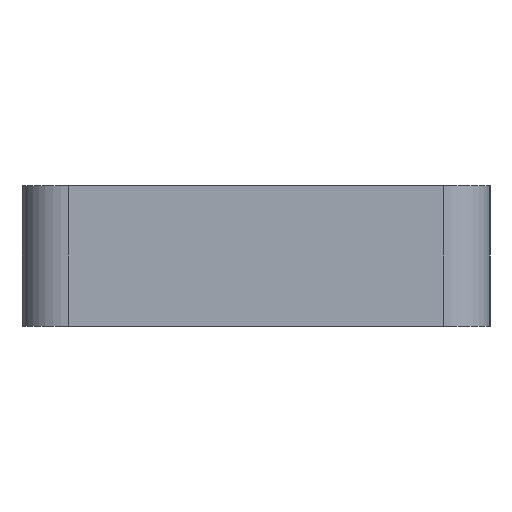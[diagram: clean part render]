
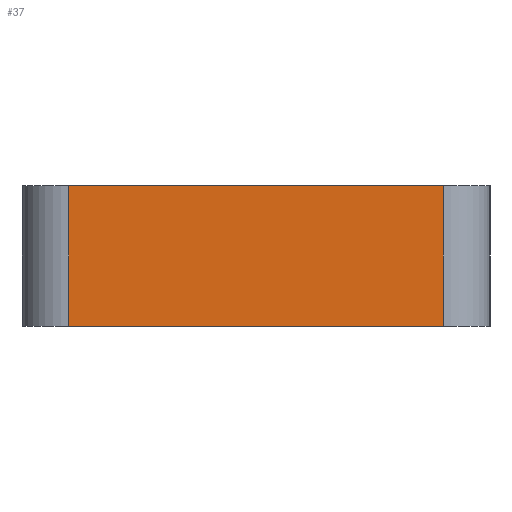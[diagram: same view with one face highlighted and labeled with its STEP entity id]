
A CAD part, left-side view. The second image highlights one B-rep face of the part: STEP entity #37.
In plain terms, the highlighted planar face has unit normal (-1, 0, 0).
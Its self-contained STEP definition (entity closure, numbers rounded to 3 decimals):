
#37 = ADVANCED_FACE ( 'NONE', ( #259 ), #117, .F. ) ;
#40 = CARTESIAN_POINT ( 'NONE',  ( -136., 0., -11. ) ) ;
#67 = CARTESIAN_POINT ( 'NONE',  ( -136., 9., -14. ) ) ;
#106 = VERTEX_POINT ( 'NONE', #67 ) ;
#117 = PLANE ( 'NONE',  #677 ) ;
#133 = DIRECTION ( 'NONE',  ( 0., 1., 0. ) ) ;
#144 = VECTOR ( 'NONE', #405, 1000. ) ;
#181 = CARTESIAN_POINT ( 'NONE',  ( -136., 1., -11. ) ) ;
#202 = ORIENTED_EDGE ( 'NONE', *, *, #233, .T. ) ;
#230 = CARTESIAN_POINT ( 'NONE',  ( -136., 0., -14. ) ) ;
#233 = EDGE_CURVE ( 'NONE', #234, #652, #419, .T. ) ;
#234 = VERTEX_POINT ( 'NONE', #498 ) ;
#259 = FACE_OUTER_BOUND ( 'NONE', #533, .T. ) ;
#395 = CARTESIAN_POINT ( 'NONE',  ( -136., 1., -14. ) ) ;
#398 = ORIENTED_EDGE ( 'NONE', *, *, #411, .F. ) ;
#405 = DIRECTION ( 'NONE',  ( 0., 0., -1. ) ) ;
#411 = EDGE_CURVE ( 'NONE', #234, #859, #776, .T. ) ;
#417 = VECTOR ( 'NONE', #856, 1000. ) ;
#419 = LINE ( 'NONE', #40, #537 ) ;
#466 = LINE ( 'NONE', #531, #417 ) ;
#498 = CARTESIAN_POINT ( 'NONE',  ( -136., 1., -11. ) ) ;
#500 = EDGE_CURVE ( 'NONE', #106, #652, #466, .T. ) ;
#531 = CARTESIAN_POINT ( 'NONE',  ( -136., 9., -11. ) ) ;
#533 = EDGE_LOOP ( 'NONE', ( #202, #563, #647, #398 ) ) ;
#537 = VECTOR ( 'NONE', #572, 1000. ) ;
#540 = CARTESIAN_POINT ( 'NONE',  ( -136., 0., -11. ) ) ;
#563 = ORIENTED_EDGE ( 'NONE', *, *, #500, .F. ) ;
#572 = DIRECTION ( 'NONE',  ( 0., 1., 0. ) ) ;
#590 = VECTOR ( 'NONE', #824, 1000. ) ;
#604 = DIRECTION ( 'NONE',  ( 1., 0., 0. ) ) ;
#647 = ORIENTED_EDGE ( 'NONE', *, *, #729, .F. ) ;
#652 = VERTEX_POINT ( 'NONE', #684 ) ;
#677 = AXIS2_PLACEMENT_3D ( 'NONE', #540, #604, #133 ) ;
#684 = CARTESIAN_POINT ( 'NONE',  ( -136., 9., -11. ) ) ;
#729 = EDGE_CURVE ( 'NONE', #859, #106, #833, .T. ) ;
#776 = LINE ( 'NONE', #181, #144 ) ;
#824 = DIRECTION ( 'NONE',  ( 0., 1., 0. ) ) ;
#833 = LINE ( 'NONE', #230, #590 ) ;
#856 = DIRECTION ( 'NONE',  ( 0., 0., 1. ) ) ;
#859 = VERTEX_POINT ( 'NONE', #395 ) ;
